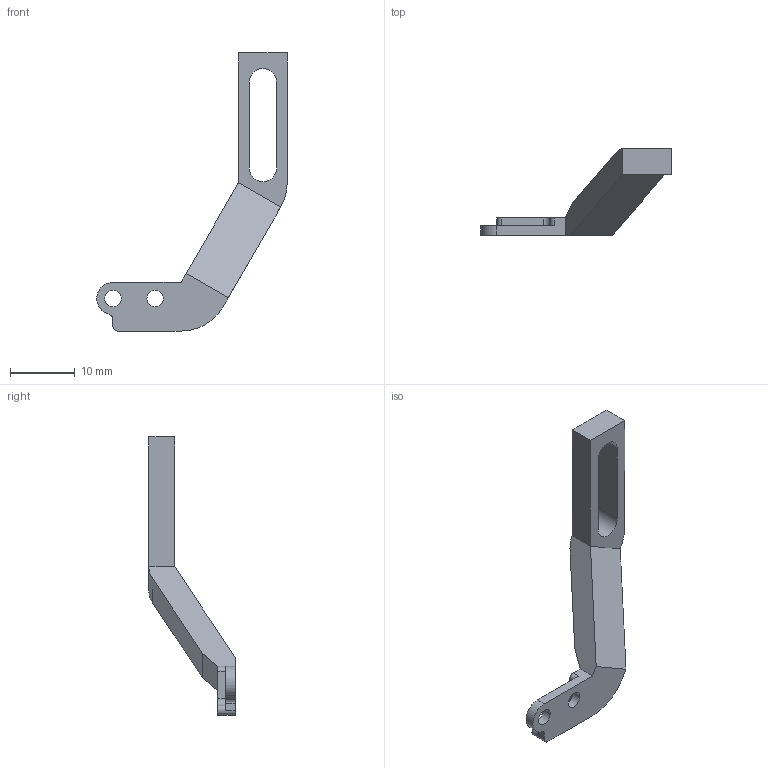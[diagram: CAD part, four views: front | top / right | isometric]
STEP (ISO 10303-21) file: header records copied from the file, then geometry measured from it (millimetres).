
FILE_DESCRIPTION(/* description */ (''),/* implementation_level */ '2;1');
FILE_NAME(/* name */ 'HeadbarHolder_surgery_Jisoo v2.step',/* time_stamp */ '2022-04-01T11:18:13+02:00',/* author */ (''),/* organization */ (''),/* preprocessor_version */ 'ST-DEVELOPER v18.1',/* originating_system */ 'Autodesk Translation Framework v10.14.0.1471',/* authorisation */ '');
FILE_SCHEMA (('AUTOMOTIVE_DESIGN { 1 0 10303 214 3 1 1 }'));
Length unit declared in the file: millimetre
Products named in the file (1): HeadbarHolder_surgery_Jisoo
Bounding box: 29.38 x 13.34 x 42.89 mm (x, y, z)
Volume: 1211.5 mm3; surface area: 1363 mm2
Topology: 1 solids, 1 shells, 33 faces, 88 edges, 57 vertices
Faces by surface type: plane 21, cylinder 12
Full cylindrical faces by diameter (mm): 2.529 x2
Entity records: 1072 total; most frequent: DIRECTION 181, CARTESIAN_POINT 179, ORIENTED_EDGE 176, EDGE_CURVE 88, LINE 63, VECTOR 63, AXIS2_PLACEMENT_3D 59, VERTEX_POINT 57
